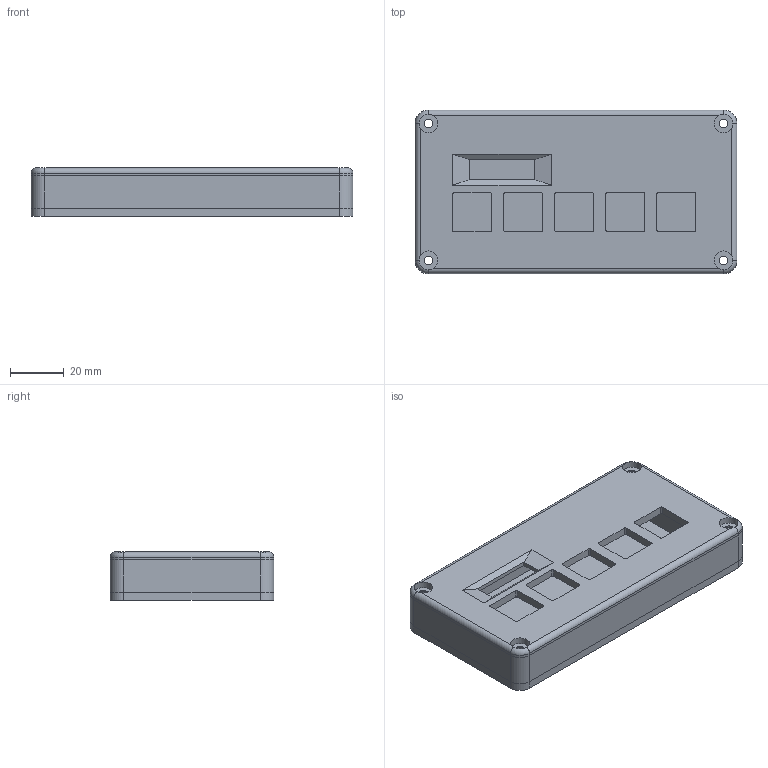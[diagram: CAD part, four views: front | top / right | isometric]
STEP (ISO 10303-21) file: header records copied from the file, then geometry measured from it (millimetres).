
FILE_DESCRIPTION(/* description */ ('','CAx-IF Rec.Pracs.---Representation and Presentation of Product Manufacturing Information (PMI)---4.0---2014-10-13'),/* implementation_level */ '2;1');
FILE_NAME(/* name */ 'linus ide toolbar.step',/* time_stamp */ '2025-02-06T21:53:45+01:00',/* author */ (''),/* organization */ (''),/* preprocessor_version */ 'ST-DEVELOPER v20',/* originating_system */ 'Autodesk Translation Framework v13.20.0.188',/* authorisation */ '');
FILE_SCHEMA (('AP242_MANAGED_MODEL_BASED_3D_ENGINEERING_MIM_LF { 1 0 10303 442 1 1 4 }'));
Length unit declared in the file: millimetre
Products named in the file (4): linus ide toolbar; Bottom; Plate; Walls
Assembly tree (3 placements, depth 2):
  linus ide toolbar
    Bottom
    Plate
    Walls
Bounding box: 120 x 61 x 18 mm (x, y, z)
Volume: 76538.2 mm3; surface area: 44417.8 mm2
Topology: 3 solids, 3 shells, 922 faces, 2527 edges, 1680 vertices
Faces by surface type: bspline 474, plane 387, cylinder 57, torus 4
Full cylindrical faces by diameter (mm): 3.2 x12, 7 x8
Entity records: 33663 total; most frequent: CARTESIAN_POINT 13234, ORIENTED_EDGE 5054, DIRECTION 2601, EDGE_CURVE 2527, VERTEX_POINT 1680, LINE 1451, VECTOR 1451, EDGE_LOOP 1029
